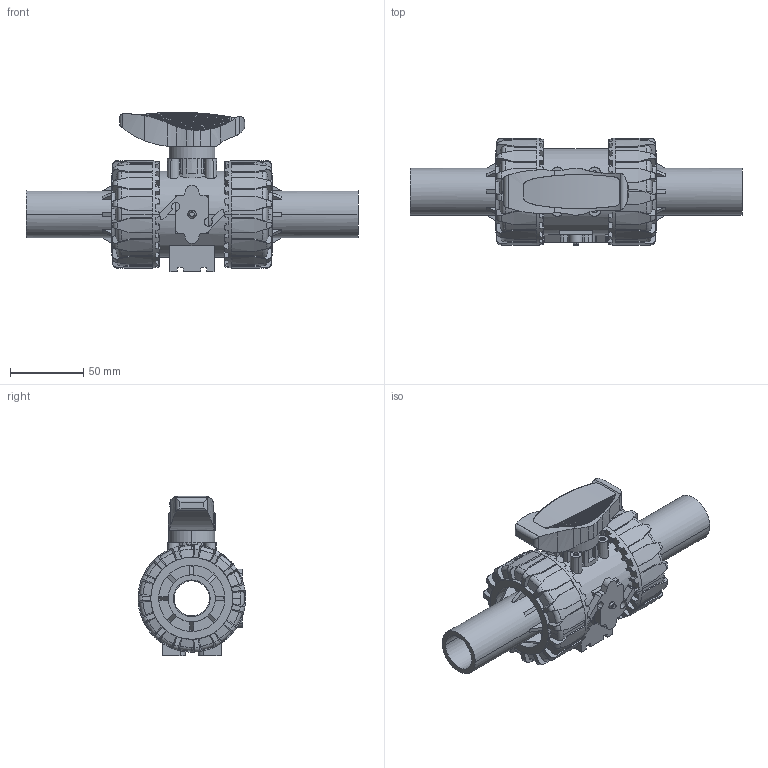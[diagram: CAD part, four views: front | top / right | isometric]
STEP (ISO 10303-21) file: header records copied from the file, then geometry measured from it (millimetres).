
FILE_DESCRIPTION(('STEP AP214'),'1');
FILE_NAME('vkdbm032f.stp','2018-03-06T12:26:07',('TraceParts'),('TraceParts S.A.'),'Spatial InterOp 3D',' ',' ');
FILE_SCHEMA(('automotive_design'));
Length unit declared in the file: millimetre
Products named in the file (7): vkdbm032f_1; vkdbm032f_2; vkdbm032f_3; vkdbm032f_4; vkdbm032f_5; vkdbm032f_6; vkdbm032f_7
Bounding box: 226 x 73.5 x 108.43 mm (x, y, z)
Volume: 431166.2 mm3; surface area: 115780.5 mm2
Topology: 7 solids, 7 shells, 1262 faces, 3605 edges, 2383 vertices
Faces by surface type: plane 859, cylinder 249, cone 82, torus 64, bspline 8
Entity records: 53875 total; most frequent: CARTESIAN_POINT 9851, DIRECTION 7450, ORIENTED_EDGE 7210, EDGE_CURVE 3605, AXIS2_PLACEMENT_3D 2973, VERTEX_POINT 2383, LINE 1504, VECTOR 1504
